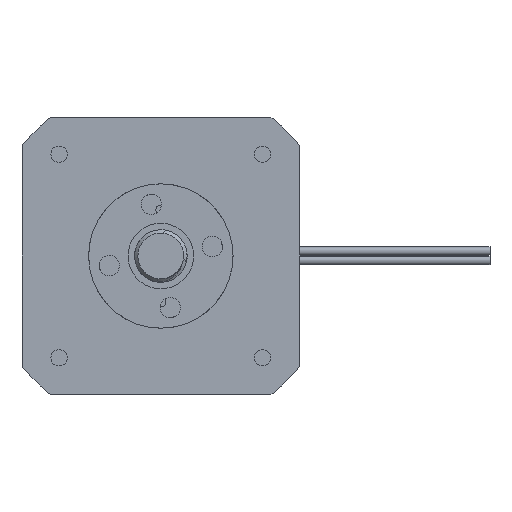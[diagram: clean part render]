
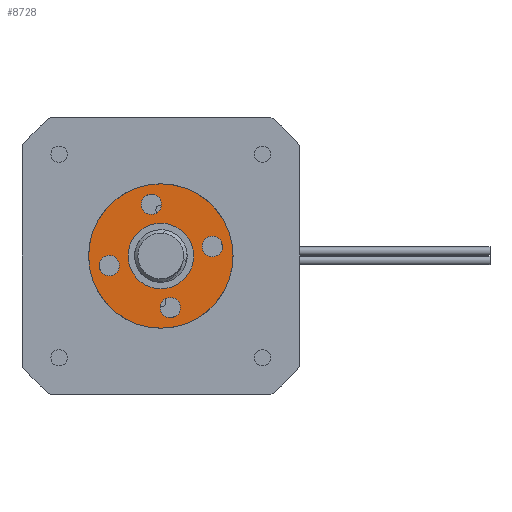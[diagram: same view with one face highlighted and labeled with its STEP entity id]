
A CAD part, front view. The second image highlights one B-rep face of the part: STEP entity #8728.
In plain terms, the highlighted face is planar.
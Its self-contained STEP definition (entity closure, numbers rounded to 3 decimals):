
#47 = DIRECTION ( 'NONE',  ( 0., 0., 1. ) ) ;
#549 = CARTESIAN_POINT ( 'NONE',  ( 0., 3.5, 8. ) ) ;
#639 = VERTEX_POINT ( 'NONE', #6014 ) ;
#765 = CARTESIAN_POINT ( 'NONE',  ( 8., 3.5, 0. ) ) ;
#908 = CARTESIAN_POINT ( 'NONE',  ( 0., 3.5, 0. ) ) ;
#1048 = CARTESIAN_POINT ( 'NONE',  ( 0., 3.5, 0. ) ) ;
#1072 = EDGE_CURVE ( 'NONE', #8667, #6766, #3788, .T. ) ;
#1584 = DIRECTION ( 'NONE',  ( 0., 1., 0. ) ) ;
#1613 = ORIENTED_EDGE ( 'NONE', *, *, #1840, .F. ) ;
#1766 = DIRECTION ( 'NONE',  ( 0., 0., 1. ) ) ;
#1819 = EDGE_CURVE ( 'NONE', #4533, #9721, #8665, .T. ) ;
#1840 = EDGE_CURVE ( 'NONE', #4601, #12779, #4702, .T. ) ;
#2215 = DIRECTION ( 'NONE',  ( 0., 0., 1. ) ) ;
#2322 = AXIS2_PLACEMENT_3D ( 'NONE', #549, #12030, #9613 ) ;
#2419 = DIRECTION ( 'NONE',  ( 0., 0., 1. ) ) ;
#2570 = ORIENTED_EDGE ( 'NONE', *, *, #14243, .F. ) ;
#2863 = AXIS2_PLACEMENT_3D ( 'NONE', #4781, #11326, #2419 ) ;
#2947 = CARTESIAN_POINT ( 'NONE',  ( 8., 3.5, 0. ) ) ;
#2965 = AXIS2_PLACEMENT_3D ( 'NONE', #3645, #1584, #11436 ) ;
#3162 = CIRCLE ( 'NONE', #11394, 1.55 ) ;
#3304 = AXIS2_PLACEMENT_3D ( 'NONE', #10083, #5810, #10226 ) ;
#3365 = FACE_OUTER_BOUND ( 'NONE', #7765, .T. ) ;
#3546 = CARTESIAN_POINT ( 'NONE',  ( -8., 3.5, 0. ) ) ;
#3578 = CIRCLE ( 'NONE', #2863, 5. ) ;
#3645 = CARTESIAN_POINT ( 'NONE',  ( 0., 3.5, -8. ) ) ;
#3773 = CARTESIAN_POINT ( 'NONE',  ( 0., 3.5, 11. ) ) ;
#3788 = CIRCLE ( 'NONE', #5647, 1.55 ) ;
#4104 = EDGE_CURVE ( 'NONE', #6313, #4355, #3578, .T. ) ;
#4268 = DIRECTION ( 'NONE',  ( 0., 0., 1. ) ) ;
#4355 = VERTEX_POINT ( 'NONE', #9346 ) ;
#4452 = ORIENTED_EDGE ( 'NONE', *, *, #1072, .F. ) ;
#4533 = VERTEX_POINT ( 'NONE', #14145 ) ;
#4601 = VERTEX_POINT ( 'NONE', #9177 ) ;
#4689 = CARTESIAN_POINT ( 'NONE',  ( 8., 3.5, 1.55 ) ) ;
#4702 = CIRCLE ( 'NONE', #6784, 1.55 ) ;
#4781 = CARTESIAN_POINT ( 'NONE',  ( 0., 3.5, 0. ) ) ;
#4868 = DIRECTION ( 'NONE',  ( 0., 0., 1. ) ) ;
#5220 = EDGE_CURVE ( 'NONE', #12779, #4601, #7081, .T. ) ;
#5322 = ORIENTED_EDGE ( 'NONE', *, *, #1819, .T. ) ;
#5427 = ORIENTED_EDGE ( 'NONE', *, *, #8233, .F. ) ;
#5538 = EDGE_LOOP ( 'NONE', ( #10426, #8316 ) ) ;
#5553 = FACE_BOUND ( 'NONE', #8140, .T. ) ;
#5631 = CARTESIAN_POINT ( 'NONE',  ( 0., 3.5, 0. ) ) ;
#5647 = AXIS2_PLACEMENT_3D ( 'NONE', #9477, #13979, #13076 ) ;
#5810 = DIRECTION ( 'NONE',  ( 0., 1., 0. ) ) ;
#5842 = CARTESIAN_POINT ( 'NONE',  ( 0., 3.5, 9.55 ) ) ;
#5877 = EDGE_CURVE ( 'NONE', #6522, #639, #13431, .T. ) ;
#5934 = ORIENTED_EDGE ( 'NONE', *, *, #13475, .T. ) ;
#6014 = CARTESIAN_POINT ( 'NONE',  ( 8., 3.5, -1.55 ) ) ;
#6283 = EDGE_LOOP ( 'NONE', ( #14434, #5427 ) ) ;
#6313 = VERTEX_POINT ( 'NONE', #8622 ) ;
#6401 = DIRECTION ( 'NONE',  ( 0., 1., 0. ) ) ;
#6522 = VERTEX_POINT ( 'NONE', #4689 ) ;
#6750 = PLANE ( 'NONE',  #8636 ) ;
#6766 = VERTEX_POINT ( 'NONE', #7756 ) ;
#6784 = AXIS2_PLACEMENT_3D ( 'NONE', #3546, #10300, #4868 ) ;
#6801 = VERTEX_POINT ( 'NONE', #5842 ) ;
#6821 = FACE_BOUND ( 'NONE', #8601, .T. ) ;
#6856 = CIRCLE ( 'NONE', #8734, 1.55 ) ;
#7036 = EDGE_CURVE ( 'NONE', #13759, #6801, #6856, .T. ) ;
#7081 = CIRCLE ( 'NONE', #3304, 1.55 ) ;
#7400 = DIRECTION ( 'NONE',  ( 0., 0., 1. ) ) ;
#7479 = ORIENTED_EDGE ( 'NONE', *, *, #5220, .F. ) ;
#7756 = CARTESIAN_POINT ( 'NONE',  ( 0., 3.5, -6.45 ) ) ;
#7765 = EDGE_LOOP ( 'NONE', ( #5322, #5934 ) ) ;
#7772 = FACE_BOUND ( 'NONE', #5538, .T. ) ;
#7845 = ORIENTED_EDGE ( 'NONE', *, *, #10464, .F. ) ;
#8140 = EDGE_LOOP ( 'NONE', ( #7845, #4452 ) ) ;
#8233 = EDGE_CURVE ( 'NONE', #4355, #6313, #13810, .T. ) ;
#8316 = ORIENTED_EDGE ( 'NONE', *, *, #7036, .F. ) ;
#8520 = CIRCLE ( 'NONE', #8746, 11. ) ;
#8601 = EDGE_LOOP ( 'NONE', ( #7479, #1613 ) ) ;
#8622 = CARTESIAN_POINT ( 'NONE',  ( 0., 3.5, -5. ) ) ;
#8636 = AXIS2_PLACEMENT_3D ( 'NONE', #5631, #10131, #47 ) ;
#8644 = DIRECTION ( 'NONE',  ( 0., 1., 0. ) ) ;
#8665 = CIRCLE ( 'NONE', #10577, 11. ) ;
#8667 = VERTEX_POINT ( 'NONE', #13380 ) ;
#8728 = ADVANCED_FACE ( 'NONE', ( #6821, #7772, #12272, #5553, #13457, #3365 ), #6750, .T. ) ;
#8734 = AXIS2_PLACEMENT_3D ( 'NONE', #9866, #10703, #4268 ) ;
#8746 = AXIS2_PLACEMENT_3D ( 'NONE', #908, #8644, #7400 ) ;
#8853 = AXIS2_PLACEMENT_3D ( 'NONE', #1048, #13418, #2215 ) ;
#9135 = CARTESIAN_POINT ( 'NONE',  ( 0., 3.5, 0. ) ) ;
#9177 = CARTESIAN_POINT ( 'NONE',  ( -8., 3.5, -1.55 ) ) ;
#9346 = CARTESIAN_POINT ( 'NONE',  ( 0., 3.5, 5. ) ) ;
#9452 = EDGE_CURVE ( 'NONE', #6801, #13759, #9842, .T. ) ;
#9477 = CARTESIAN_POINT ( 'NONE',  ( 0., 3.5, -8. ) ) ;
#9613 = DIRECTION ( 'NONE',  ( 0., 0., 1. ) ) ;
#9721 = VERTEX_POINT ( 'NONE', #3773 ) ;
#9842 = CIRCLE ( 'NONE', #2322, 1.55 ) ;
#9866 = CARTESIAN_POINT ( 'NONE',  ( 0., 3.5, 8. ) ) ;
#10083 = CARTESIAN_POINT ( 'NONE',  ( -8., 3.5, 0. ) ) ;
#10131 = DIRECTION ( 'NONE',  ( 0., 1., 0. ) ) ;
#10226 = DIRECTION ( 'NONE',  ( 0., 0., 1. ) ) ;
#10300 = DIRECTION ( 'NONE',  ( 0., 1., 0. ) ) ;
#10426 = ORIENTED_EDGE ( 'NONE', *, *, #9452, .F. ) ;
#10464 = EDGE_CURVE ( 'NONE', #6766, #8667, #13304, .T. ) ;
#10577 = AXIS2_PLACEMENT_3D ( 'NONE', #9135, #12597, #13635 ) ;
#10703 = DIRECTION ( 'NONE',  ( 0., 1., 0. ) ) ;
#11326 = DIRECTION ( 'NONE',  ( 0., 1., 0. ) ) ;
#11394 = AXIS2_PLACEMENT_3D ( 'NONE', #2947, #6401, #1766 ) ;
#11436 = DIRECTION ( 'NONE',  ( 0., 0., 1. ) ) ;
#11579 = CARTESIAN_POINT ( 'NONE',  ( 0., 3.5, 6.45 ) ) ;
#12030 = DIRECTION ( 'NONE',  ( 0., 1., 0. ) ) ;
#12272 = FACE_BOUND ( 'NONE', #14274, .T. ) ;
#12597 = DIRECTION ( 'NONE',  ( 0., 1., 0. ) ) ;
#12779 = VERTEX_POINT ( 'NONE', #14439 ) ;
#12841 = DIRECTION ( 'NONE',  ( 0., 0., 1. ) ) ;
#12995 = DIRECTION ( 'NONE',  ( 0., 1., 0. ) ) ;
#13076 = DIRECTION ( 'NONE',  ( 0., 0., 1. ) ) ;
#13304 = CIRCLE ( 'NONE', #2965, 1.55 ) ;
#13380 = CARTESIAN_POINT ( 'NONE',  ( 0., 3.5, -9.55 ) ) ;
#13418 = DIRECTION ( 'NONE',  ( 0., 1., 0. ) ) ;
#13431 = CIRCLE ( 'NONE', #13926, 1.55 ) ;
#13457 = FACE_BOUND ( 'NONE', #6283, .T. ) ;
#13475 = EDGE_CURVE ( 'NONE', #9721, #4533, #8520, .T. ) ;
#13635 = DIRECTION ( 'NONE',  ( 0., 0., 1. ) ) ;
#13759 = VERTEX_POINT ( 'NONE', #11579 ) ;
#13810 = CIRCLE ( 'NONE', #8853, 5. ) ;
#13926 = AXIS2_PLACEMENT_3D ( 'NONE', #765, #12995, #12841 ) ;
#13979 = DIRECTION ( 'NONE',  ( 0., 1., 0. ) ) ;
#14145 = CARTESIAN_POINT ( 'NONE',  ( 0., 3.5, -11. ) ) ;
#14243 = EDGE_CURVE ( 'NONE', #639, #6522, #3162, .T. ) ;
#14271 = ORIENTED_EDGE ( 'NONE', *, *, #5877, .F. ) ;
#14274 = EDGE_LOOP ( 'NONE', ( #14271, #2570 ) ) ;
#14434 = ORIENTED_EDGE ( 'NONE', *, *, #4104, .F. ) ;
#14439 = CARTESIAN_POINT ( 'NONE',  ( -8., 3.5, 1.55 ) ) ;
